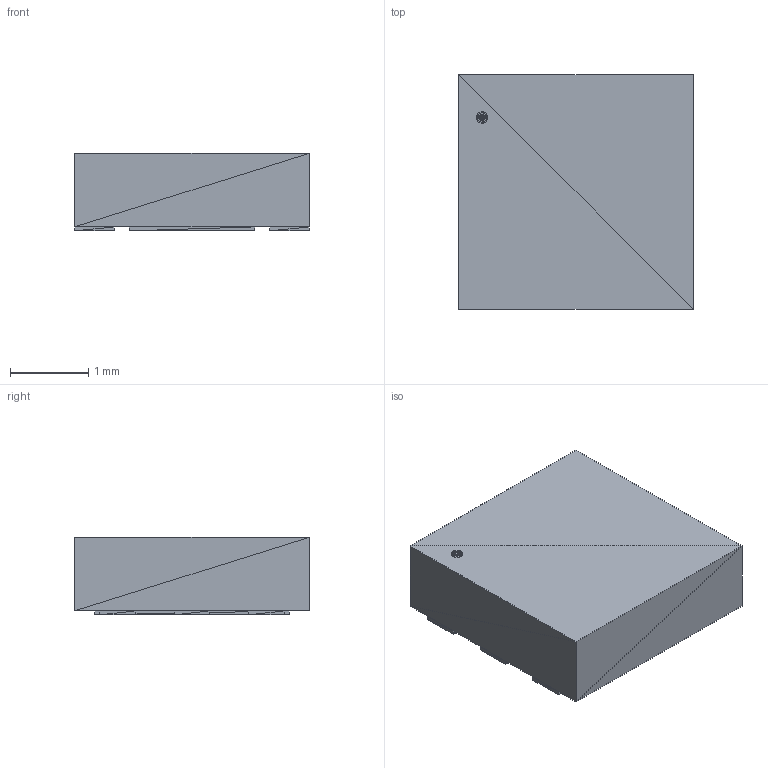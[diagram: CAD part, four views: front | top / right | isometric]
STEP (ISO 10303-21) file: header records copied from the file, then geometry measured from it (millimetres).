
FILE_DESCRIPTION(('STEP AP214'),'1');
FILE_NAME('DFN6_3X3-L','2018-12-09T16:54:42',(''),(''),'','','');
FILE_SCHEMA(('AUTOMOTIVE_DESIGN'));
Length unit declared in the file: millimetre
Products named in the file (1): product
Bounding box: 3 x 3 x 0.99 mm (x, y, z)
Surface area: 41 mm2 (no closed solid volume)
Topology: 0 solids, 224 shells, 224 faces, 672 edges, 672 vertices
Faces by surface type: plane 224
Entity records: 7451 total; most frequent: CARTESIAN_POINT 1569, DIRECTION 1122, ORIENTED_EDGE 672, EDGE_CURVE 672, VERTEX_POINT 672, LINE 672, VECTOR 672, AXIS2_PLACEMENT_3D 225
